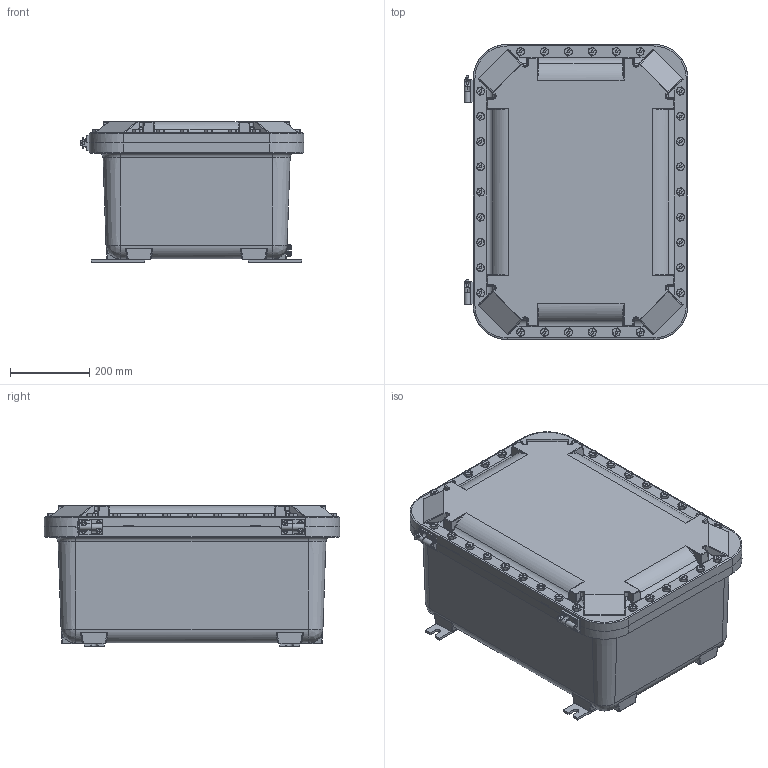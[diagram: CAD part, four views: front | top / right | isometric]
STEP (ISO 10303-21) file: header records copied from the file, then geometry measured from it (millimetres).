
FILE_DESCRIPTION(/* description */ (''),/* implementation_level */ '2;1');
FILE_NAME(/* name */ 'KIL_EXB-162410 N34.stp',/* time_stamp */ '2017-11-20T09:46:24+05:00',/* author */ ('ypadmaraja'),/* organization */ (''),/* preprocessor_version */ 'ST-DEVELOPER v16.13',/* originating_system */ 'Autodesk Inventor 2018',/* authorisation */ '');
FILE_SCHEMA (('AUTOMOTIVE_DESIGN { 1 0 10303 214 3 1 1 }'));
Products named in the file (20): EXB-10146 N34; 17610; 17608; 0106275B; Hinge 11B; 18094; Hinge 11T; 18095; 18093; SAE J487a - 1/8 x 3/4    Extended Prong Square Cut Type; 0720361B; 18147AABB; 16972AAAB; 14729-gasket-07; KIT-346; 18238AAAB; 18243; ANSI B18.6.3 - 1/4-20 UNC x 1; ANSI B18.6.3 - 4-40 x 3/8; ASME B18.21.1 - 1/4
Assembly tree (68 placements, depth 3):
  EXB-10146 N34
    17610
    17608
    0106275B  x4
    Hinge 11B
      18094
      18093
    Hinge 11T
      18095
      18093
      SAE J487a - 1/8 x 3/4    Extended Prong Square Cut Type
    0720361B  x30
    18147AABB  x8
    16972AAAB  x8
    14729-gasket-07
    KIT-346
      18238AAAB
      18243
      ANSI B18.6.3 - 1/4-20 UNC x 1  x2
      ANSI B18.6.3 - 4-40 x 3/8
      ASME B18.21.1 - 1/4  x2
Bounding box: 562.71 x 742.95 x 354.81 mm (x, y, z)
Volume: 41574270.3 mm3; surface area: 3106390.8 mm2
Topology: 67 solids, 68 shells, 4736 faces, 12167 edges, 7638 vertices
Faces by surface type: plane 3105, cylinder 532, cone 494, bspline 479, torus 94, sphere 32
Full cylindrical faces by diameter (mm): 2.779 x1, 2.845 x1, 3.048 x1, 3.962 x4, 4.953 x1, 5.613 x8, 6.198 x8, 6.35 x6, 6.746 x8, 7.798 x16, 7.938 x4, 8.075 x2, 8.077 x4, 9.286 x8, 10.312 x8, 10.592 x30, 12.418 x8, 12.423 x30, 13.208 x2, 13.386 x4, 13.494 x30, 19.05 x30
Entity records: 67285 total; most frequent: CARTESIAN_POINT 22531, ORIENTED_EDGE 9420, DIRECTION 8112, EDGE_CURVE 4710, VERTEX_POINT 3095, AXIS2_PLACEMENT_3D 2811, LINE 2490, VECTOR 2490
